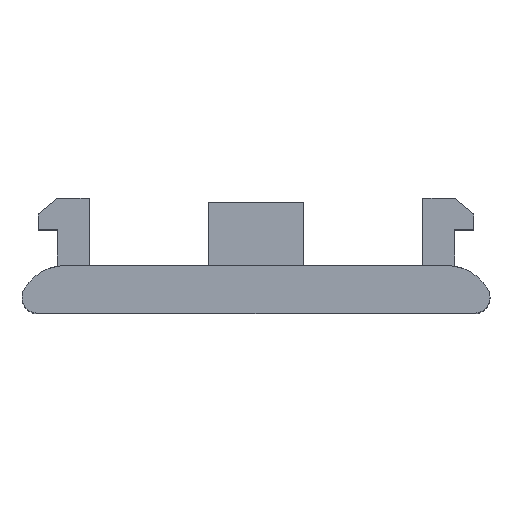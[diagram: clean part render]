
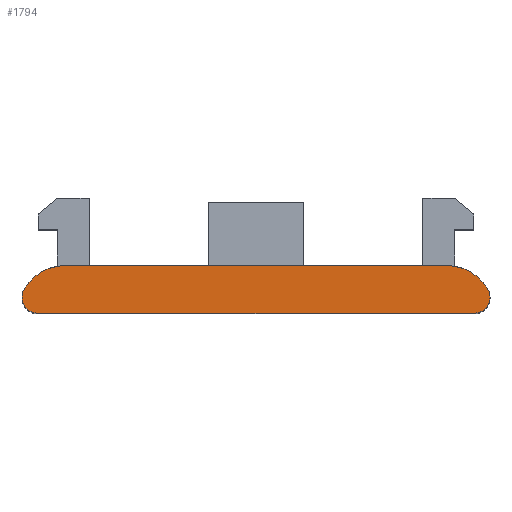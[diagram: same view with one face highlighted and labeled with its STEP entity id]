
A CAD part, top view. The second image highlights one B-rep face of the part: STEP entity #1794.
In plain terms, the highlighted planar face has unit normal (0, 0, 1).
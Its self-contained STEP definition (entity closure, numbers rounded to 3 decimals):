
#109=PLANE('',#1946);
#207=FACE_OUTER_BOUND('',#312,.T.);
#312=EDGE_LOOP('',(#1557,#1558,#1559,#1560,#1561,#1562));
#419=LINE('',#3163,#615);
#489=LINE('',#3304,#685);
#615=VECTOR('',#2231,10.);
#685=VECTOR('',#2351,10.);
#731=CIRCLE('',#1834,1.);
#736=CIRCLE('',#1840,3.);
#739=CIRCLE('',#1845,1.);
#740=CIRCLE('',#1847,3.);
#743=VERTEX_POINT('',#2447);
#744=VERTEX_POINT('',#2448);
#752=VERTEX_POINT('',#2466);
#756=VERTEX_POINT('',#2478);
#757=VERTEX_POINT('',#2480);
#758=VERTEX_POINT('',#2484);
#913=EDGE_CURVE('',#743,#744,#731,.T.);
#923=EDGE_CURVE('',#752,#743,#736,.T.);
#929=EDGE_CURVE('',#756,#757,#739,.T.);
#931=EDGE_CURVE('',#757,#758,#740,.T.);
#1054=EDGE_CURVE('',#744,#756,#419,.T.);
#1124=EDGE_CURVE('',#758,#752,#489,.T.);
#1557=ORIENTED_EDGE('',*,*,#913,.F.);
#1558=ORIENTED_EDGE('',*,*,#923,.F.);
#1559=ORIENTED_EDGE('',*,*,#1124,.F.);
#1560=ORIENTED_EDGE('',*,*,#931,.F.);
#1561=ORIENTED_EDGE('',*,*,#929,.F.);
#1562=ORIENTED_EDGE('',*,*,#1054,.F.);
#1794=ADVANCED_FACE('',(#207),#109,.T.);
#1834=AXIS2_PLACEMENT_3D('',#2449,#1975,#1976);
#1840=AXIS2_PLACEMENT_3D('',#2468,#1992,#1993);
#1845=AXIS2_PLACEMENT_3D('',#2481,#2005,#2006);
#1847=AXIS2_PLACEMENT_3D('',#2485,#2010,#2011);
#1946=AXIS2_PLACEMENT_3D('',#3303,#2349,#2350);
#1975=DIRECTION('center_axis',(0.,0.,-1.));
#1976=DIRECTION('ref_axis',(0.866,-0.5,0.));
#1992=DIRECTION('center_axis',(0.,0.,-1.));
#1993=DIRECTION('ref_axis',(0.707,0.707,0.));
#2005=DIRECTION('center_axis',(0.,0.,-1.));
#2006=DIRECTION('ref_axis',(-0.866,-0.5,0.));
#2010=DIRECTION('center_axis',(0.,0.,-1.));
#2011=DIRECTION('ref_axis',(-0.707,0.707,0.));
#2231=DIRECTION('',(-1.,0.,0.));
#2349=DIRECTION('center_axis',(0.,0.,1.));
#2350=DIRECTION('ref_axis',(1.,0.,0.));
#2351=DIRECTION('',(1.,0.,0.));
#2447=CARTESIAN_POINT('',(14.598,1.5,15.));
#2448=CARTESIAN_POINT('',(13.732,0.,15.));
#2449=CARTESIAN_POINT('Origin',(13.732,1.,15.));
#2466=CARTESIAN_POINT('',(12.,3.,15.));
#2468=CARTESIAN_POINT('Origin',(12.,0.,15.));
#2478=CARTESIAN_POINT('',(-13.732,0.,15.));
#2480=CARTESIAN_POINT('',(-14.598,1.5,15.));
#2481=CARTESIAN_POINT('Origin',(-13.732,1.,15.));
#2484=CARTESIAN_POINT('',(-12.,3.,15.));
#2485=CARTESIAN_POINT('Origin',(-12.,0.,15.));
#3163=CARTESIAN_POINT('',(15.,0.,15.));
#3303=CARTESIAN_POINT('Origin',(-15.,0.,15.));
#3304=CARTESIAN_POINT('',(15.,3.,15.));
